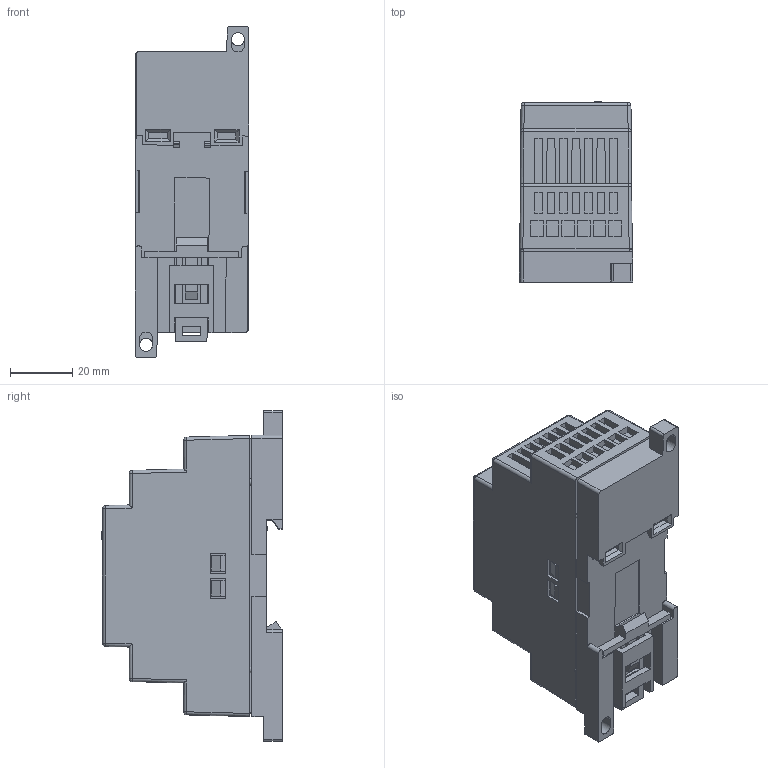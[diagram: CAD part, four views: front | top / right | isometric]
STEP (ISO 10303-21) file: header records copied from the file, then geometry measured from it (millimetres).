
FILE_DESCRIPTION(('STEP AP203'), '1');
FILE_NAME('Ñáîðêà ñ èñòîðèåé ïîñòðîåíèÿ', '', ('UNSPECIFIED'), ('UNSPECIFIED'), 'ASCON STEP Converter 1.6', 'ASCON Math Kernel', '');
FILE_SCHEMA(('CONFIG_CONTROL_DESIGN'));
Length unit declared in the file: millimetre
Products named in the file (1): 栖闉罻-ipd09c2m.stp
Bounding box: 36.44 x 57.89 x 105.9 mm (x, y, z)
Volume: 142676.1 mm3; surface area: 42070.7 mm2
Topology: 1 solids, 1 shells, 1555 faces, 4428 edges, 2906 vertices
Faces by surface type: plane 1101, bspline 382, cylinder 57, sphere 12, torus 2, cone 1
Full cylindrical faces by diameter (mm): 3.8 x1, 4 x12, 4.2 x2
Entity records: 64494 total; most frequent: CARTESIAN_POINT 13967, ORIENTED_EDGE 8818, DIRECTION 6086, EDGE_CURVE 4409, LINE 3510, VECTOR 3510, VERTEX_POINT 2905, EDGE_LOOP 1764
